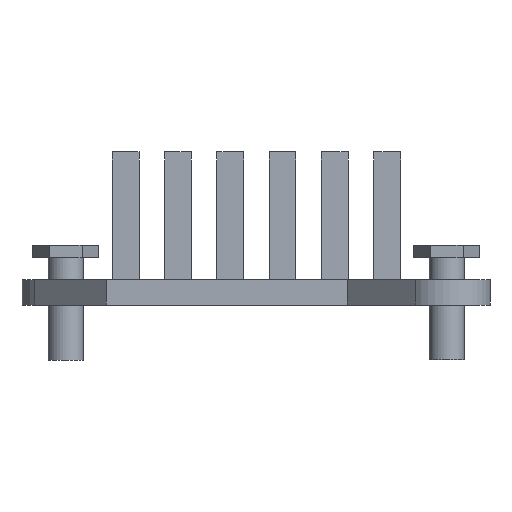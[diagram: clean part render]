
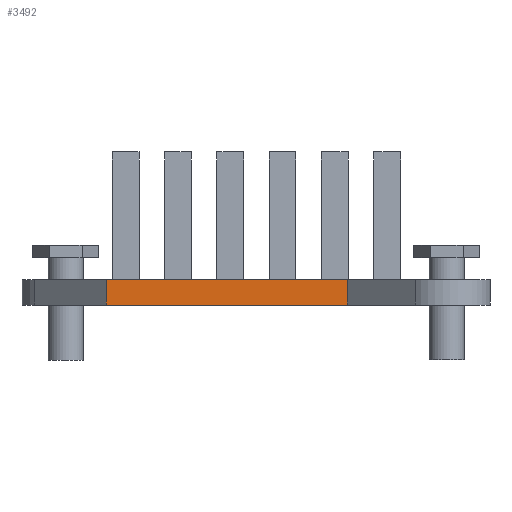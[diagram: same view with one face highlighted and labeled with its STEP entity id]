
A CAD part, left-side view. The second image highlights one B-rep face of the part: STEP entity #3492.
In plain terms, the highlighted planar face has unit normal (-1, 0, 0).
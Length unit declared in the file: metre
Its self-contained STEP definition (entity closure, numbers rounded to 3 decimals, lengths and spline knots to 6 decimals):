
#59=LINE('',#4903,#535);
#60=LINE('',#4905,#536);
#61=LINE('',#4908,#537);
#62=LINE('',#4909,#538);
#535=VECTOR('',#3985,1.);
#536=VECTOR('',#3988,1.);
#537=VECTOR('',#3989,1.);
#538=VECTOR('',#3990,1.);
#997=PLANE('',#3726);
#1233=ORIENTED_EDGE('',*,*,#2185,.F.);
#1234=ORIENTED_EDGE('',*,*,#2186,.T.);
#1235=ORIENTED_EDGE('',*,*,#2184,.T.);
#1236=ORIENTED_EDGE('',*,*,#2187,.F.);
#2184=EDGE_CURVE('',#2661,#2664,#59,.T.);
#2185=EDGE_CURVE('',#2665,#2666,#60,.T.);
#2186=EDGE_CURVE('',#2665,#2661,#61,.T.);
#2187=EDGE_CURVE('',#2666,#2664,#62,.T.);
#2661=VERTEX_POINT('',#4897);
#2664=VERTEX_POINT('',#4902);
#2665=VERTEX_POINT('',#4906);
#2666=VERTEX_POINT('',#4907);
#2993=EDGE_LOOP('',(#1233,#1234,#1235,#1236));
#3241=FACE_BOUND('',#2993,.T.);
#3492=ADVANCED_FACE('',(#3241),#997,.T.);
#3726=AXIS2_PLACEMENT_3D('',#4904,#3986,#3987);
#3985=DIRECTION('',(0.,0.,-1.));
#3986=DIRECTION('',(-1.,0.,0.));
#3987=DIRECTION('',(0.,0.,1.));
#3988=DIRECTION('',(0.,0.,-1.));
#3989=DIRECTION('',(0.,1.,0.));
#3990=DIRECTION('',(0.,1.,0.));
#4897=CARTESIAN_POINT('',(0.,0.0235,0.002));
#4902=CARTESIAN_POINT('',(0.,0.0235,0.));
#4903=CARTESIAN_POINT('',(0.,0.0235,0.002));
#4904=CARTESIAN_POINT('',(0.,0.01175,0.002));
#4905=CARTESIAN_POINT('',(0.,0.004601,0.002));
#4906=CARTESIAN_POINT('',(0.,0.004601,0.002));
#4907=CARTESIAN_POINT('',(0.,0.004601,0.));
#4908=CARTESIAN_POINT('',(0.,0.01175,0.002));
#4909=CARTESIAN_POINT('',(0.,0.01175,0.));
